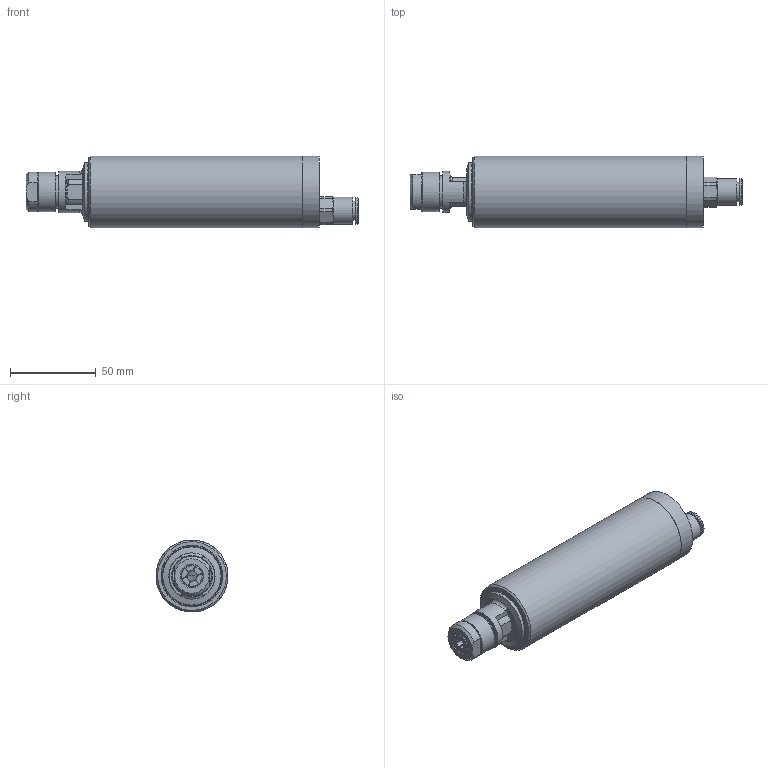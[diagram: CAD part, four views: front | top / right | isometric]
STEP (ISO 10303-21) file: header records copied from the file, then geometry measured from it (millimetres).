
FILE_DESCRIPTION(/* description */ ('Lufteinlass'),/* implementation_level */ '2;1');
FILE_NAME(/* name */ 'ES 200 ER-GA_60055567.stp',/* time_stamp */ '2016-09-29T14:30:40+02:00',/* author */ ('rmorof'),/* organization */ (''),/* preprocessor_version */ 'ST-DEVELOPER v16.1',/* originating_system */ 'Autodesk Inventor 2016',/* authorisation */ '');
FILE_SCHEMA (('AUTOMOTIVE_DESIGN { 1 0 10303 214 3 1 1 }'));
Length unit declared in the file: millimetre
Products named in the file (10): 60055577; 29924877; 60008345; 60055587; 60008357; 9369880; 29701563; 29940433; 9359319; ES 200 ER-GA_60055567
Assembly tree (9 placements, depth 3):
  ES 200 ER-GA_60055567
    60055577
    60008345
      29924877
    60055587
    60008357
    9369880
    29701563
    29940433
    9359319
Bounding box: 193.72 x 42 x 42 mm (x, y, z)
Volume: 102388.6 mm3; surface area: 63407.8 mm2
Topology: 8 solids, 8 shells, 313 faces, 816 edges, 537 vertices
Faces by surface type: plane 130, cylinder 114, cone 64, torus 5
Full cylindrical faces by diameter (mm): 3 x2, 5 x12, 6 x1, 10 x2, 10.917 x1, 11 x1, 11.2 x1, 11.445 x4, 12.2 x2, 13.157 x1, 15.5 x1, 15.75 x1, 16 x1, 17.917 x1, 18 x1, 19 x5, 19.5 x1, 23 x2, 24 x1, 32.376 x1, 34 x3, 34.917 x1, 35 x1, 36 x2, 37 x1, 37.5 x1, 38.5 x3, 42 x2
Entity records: 9569 total; most frequent: CARTESIAN_POINT 2136, DIRECTION 1538, ORIENTED_EDGE 1386, EDGE_CURVE 693, AXIS2_PLACEMENT_3D 660, VERTEX_POINT 499, EDGE_LOOP 464, CIRCLE 326
